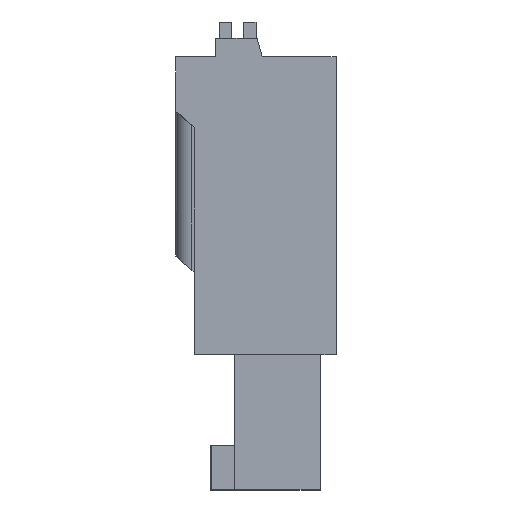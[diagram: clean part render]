
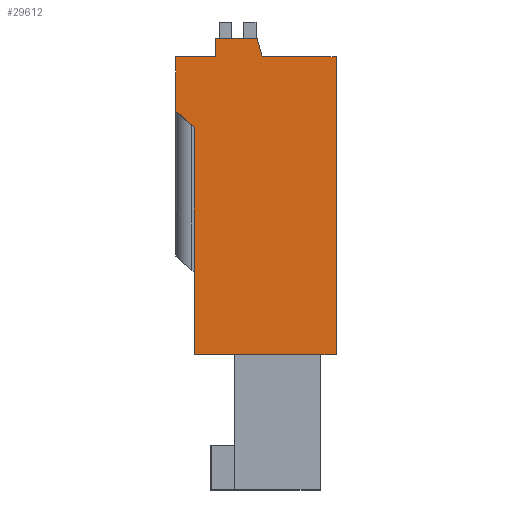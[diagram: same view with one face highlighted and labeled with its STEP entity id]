
A CAD part, left-side view. The second image highlights one B-rep face of the part: STEP entity #29612.
In plain terms, the highlighted planar face has unit normal (-1, 0, 0).
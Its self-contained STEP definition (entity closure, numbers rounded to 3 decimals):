
#538=PLANE('',#31279);
#2599=LINE('',#43249,#6450);
#2601=LINE('',#43253,#6452);
#2788=LINE('',#43637,#6639);
#2789=LINE('',#43639,#6640);
#2790=LINE('',#43641,#6641);
#2791=LINE('',#43643,#6642);
#2792=LINE('',#43645,#6643);
#2793=LINE('',#43647,#6644);
#2794=LINE('',#43649,#6645);
#2795=LINE('',#43651,#6646);
#6450=VECTOR('',#34764,1000.);
#6452=VECTOR('',#34768,1000.);
#6639=VECTOR('',#35007,1000.);
#6640=VECTOR('',#35010,1000.);
#6641=VECTOR('',#35011,1000.);
#6642=VECTOR('',#35012,1000.);
#6643=VECTOR('',#35013,1000.);
#6644=VECTOR('',#35014,1000.);
#6645=VECTOR('',#35015,1000.);
#6646=VECTOR('',#35016,1000.);
#11556=ORIENTED_EDGE('',*,*,#19249,.F.);
#11557=ORIENTED_EDGE('',*,*,#19247,.F.);
#11558=ORIENTED_EDGE('',*,*,#19441,.F.);
#11559=ORIENTED_EDGE('',*,*,#19442,.F.);
#11560=ORIENTED_EDGE('',*,*,#19443,.F.);
#11561=ORIENTED_EDGE('',*,*,#19444,.F.);
#11562=ORIENTED_EDGE('',*,*,#19445,.F.);
#11563=ORIENTED_EDGE('',*,*,#19446,.F.);
#11564=ORIENTED_EDGE('',*,*,#19447,.F.);
#11565=ORIENTED_EDGE('',*,*,#19448,.F.);
#19247=EDGE_CURVE('',#23287,#23266,#2599,.T.);
#19249=EDGE_CURVE('',#23266,#23288,#2601,.T.);
#19441=EDGE_CURVE('',#23459,#23287,#2788,.T.);
#19442=EDGE_CURVE('',#23460,#23459,#2789,.T.);
#19443=EDGE_CURVE('',#23461,#23460,#2790,.T.);
#19444=EDGE_CURVE('',#23462,#23461,#2791,.T.);
#19445=EDGE_CURVE('',#23463,#23462,#2792,.T.);
#19446=EDGE_CURVE('',#23464,#23463,#2793,.T.);
#19447=EDGE_CURVE('',#23465,#23464,#2794,.T.);
#19448=EDGE_CURVE('',#23288,#23465,#2795,.T.);
#23266=VERTEX_POINT('',#43206);
#23287=VERTEX_POINT('',#43248);
#23288=VERTEX_POINT('',#43252);
#23459=VERTEX_POINT('',#43636);
#23460=VERTEX_POINT('',#43640);
#23461=VERTEX_POINT('',#43642);
#23462=VERTEX_POINT('',#43644);
#23463=VERTEX_POINT('',#43646);
#23464=VERTEX_POINT('',#43648);
#23465=VERTEX_POINT('',#43650);
#26261=EDGE_LOOP('',(#11556,#11557,#11558,#11559,#11560,#11561,#11562,#11563,
#11564,#11565));
#27864=FACE_BOUND('',#26261,.T.);
#29612=ADVANCED_FACE('',(#27864),#538,.F.);
#31279=AXIS2_PLACEMENT_3D('',#43638,#35008,#35009);
#34764=DIRECTION('',(0.,-1.,0.));
#34768=DIRECTION('',(0.,0.,-1.));
#35007=DIRECTION('',(0.,-0.268,-0.964));
#35008=DIRECTION('',(1.,0.,0.));
#35009=DIRECTION('',(0.,0.,-1.));
#35010=DIRECTION('',(0.,-1.,0.));
#35011=DIRECTION('',(0.,0.,1.));
#35012=DIRECTION('',(0.,-1.,0.));
#35013=DIRECTION('',(0.,0.,1.));
#35014=DIRECTION('',(0.,0.747,0.664));
#35015=DIRECTION('',(0.,0.,1.));
#35016=DIRECTION('',(0.,1.,0.));
#43206=CARTESIAN_POINT('',(-17.86,-3.9,7.25));
#43248=CARTESIAN_POINT('',(-17.86,-0.3,7.25));
#43249=CARTESIAN_POINT('',(-17.86,-0.3,7.25));
#43252=CARTESIAN_POINT('',(-17.86,-3.9,-7.25));
#43253=CARTESIAN_POINT('',(-17.86,-3.9,7.25));
#43636=CARTESIAN_POINT('',(-17.86,-0.05,8.15));
#43637=CARTESIAN_POINT('',(-17.86,-0.05,8.15));
#43638=CARTESIAN_POINT('',(-17.86,0.,0.));
#43639=CARTESIAN_POINT('',(-17.86,1.95,8.15));
#43640=CARTESIAN_POINT('',(-17.86,1.95,8.15));
#43641=CARTESIAN_POINT('',(-17.86,1.95,7.25));
#43642=CARTESIAN_POINT('',(-17.86,1.95,7.25));
#43643=CARTESIAN_POINT('',(-17.86,3.9,7.25));
#43644=CARTESIAN_POINT('',(-17.86,3.9,7.25));
#43645=CARTESIAN_POINT('',(-17.86,3.9,4.6));
#43646=CARTESIAN_POINT('',(-17.86,3.9,4.6));
#43647=CARTESIAN_POINT('',(-17.86,3.,3.8));
#43648=CARTESIAN_POINT('',(-17.86,3.,3.8));
#43649=CARTESIAN_POINT('',(-17.86,3.,-7.25));
#43650=CARTESIAN_POINT('',(-17.86,3.,-7.25));
#43651=CARTESIAN_POINT('',(-17.86,-3.9,-7.25));
